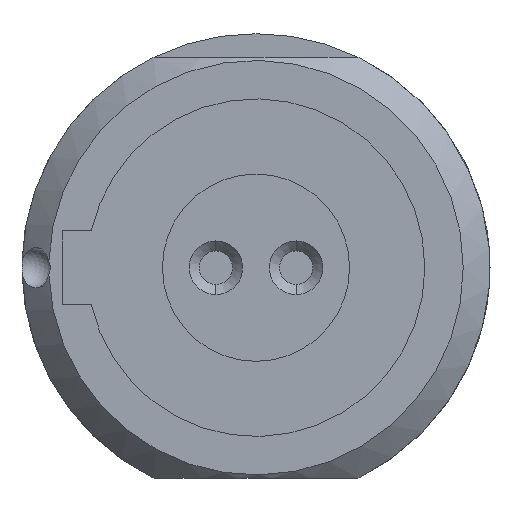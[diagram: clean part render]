
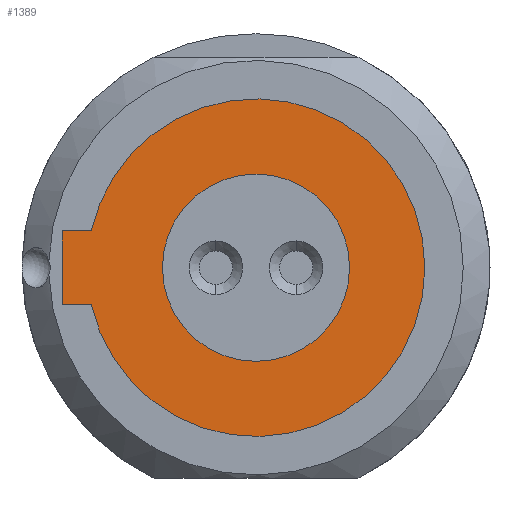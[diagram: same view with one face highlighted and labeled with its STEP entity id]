
A CAD part, left-side view. The second image highlights one B-rep face of the part: STEP entity #1389.
In plain terms, the highlighted planar face has unit normal (-1, 0, 0).
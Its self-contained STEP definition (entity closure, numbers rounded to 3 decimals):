
#346=CARTESIAN_POINT('',(0.,0.,0.));
#347=DIRECTION('',(-1.,0.,0.));
#348=DIRECTION('',(0.,0.976,-0.218));
#349=AXIS2_PLACEMENT_3D('',#346,#347,#348);
#355=DIRECTION('',(0.,1.,0.));
#356=VECTOR('',#355,0.436);
#357=CARTESIAN_POINT('',(0.,2.464,-0.55));
#358=LINE('',#357,#356);
#359=DIRECTION('',(0.,0.,1.));
#360=VECTOR('',#359,1.1);
#361=CARTESIAN_POINT('',(0.,2.9,-0.55));
#362=LINE('',#361,#360);
#363=DIRECTION('',(0.,-1.,0.));
#364=VECTOR('',#363,0.436);
#365=CARTESIAN_POINT('',(0.,2.9,0.55));
#366=LINE('',#365,#364);
#367=CARTESIAN_POINT('',(0.,0.,0.));
#368=DIRECTION('',(1.,0.,0.));
#369=DIRECTION('',(0.,0.,-1.));
#370=AXIS2_PLACEMENT_3D('',#367,#368,#369);
#372=CARTESIAN_POINT('',(0.,0.,0.));
#373=DIRECTION('',(1.,0.,0.));
#374=DIRECTION('',(0.,0.,1.));
#375=AXIS2_PLACEMENT_3D('',#372,#373,#374);
#864=CARTESIAN_POINT('',(0.,0.,-1.4));
#865=VERTEX_POINT('',#864);
#866=CARTESIAN_POINT('',(0.,0.,1.4));
#867=VERTEX_POINT('',#866);
#988=CARTESIAN_POINT('',(0.,2.464,-0.55));
#989=CARTESIAN_POINT('',(0.,2.464,0.55));
#990=VERTEX_POINT('',#988);
#991=VERTEX_POINT('',#989);
#992=CARTESIAN_POINT('',(0.,2.9,-0.55));
#993=CARTESIAN_POINT('',(0.,2.9,0.55));
#994=VERTEX_POINT('',#992);
#995=VERTEX_POINT('',#993);
#1370=CARTESIAN_POINT('',(0.,0.,0.));
#1371=DIRECTION('',(1.,0.,0.));
#1372=DIRECTION('',(0.,-1.,0.));
#1373=AXIS2_PLACEMENT_3D('',#1370,#1371,#1372);
#1374=PLANE('',#1373);
#1375=ORIENTED_EDGE('',*,*,#1349,.F.);
#1376=ORIENTED_EDGE('',*,*,#1361,.T.);
#1378=ORIENTED_EDGE('',*,*,#1377,.T.);
#1380=ORIENTED_EDGE('',*,*,#1379,.T.);
#1381=EDGE_LOOP('',(#1375,#1376,#1378,#1380));
#1382=FACE_OUTER_BOUND('',#1381,.F.);
#1384=ORIENTED_EDGE('',*,*,#1383,.F.);
#1386=ORIENTED_EDGE('',*,*,#1385,.F.);
#1387=EDGE_LOOP('',(#1384,#1386));
#1388=FACE_BOUND('',#1387,.F.);
#1389=ADVANCED_FACE('',(#1382,#1388),#1374,.F.);
#350=CIRCLE('',#349,2.525);
#371=CIRCLE('',#370,1.4);
#376=CIRCLE('',#375,1.4);
#1349=EDGE_CURVE('',#990,#991,#350,.T.);
#1361=EDGE_CURVE('',#990,#994,#358,.T.);
#1377=EDGE_CURVE('',#994,#995,#362,.T.);
#1379=EDGE_CURVE('',#995,#991,#366,.T.);
#1383=EDGE_CURVE('',#865,#867,#371,.T.);
#1385=EDGE_CURVE('',#867,#865,#376,.T.);
